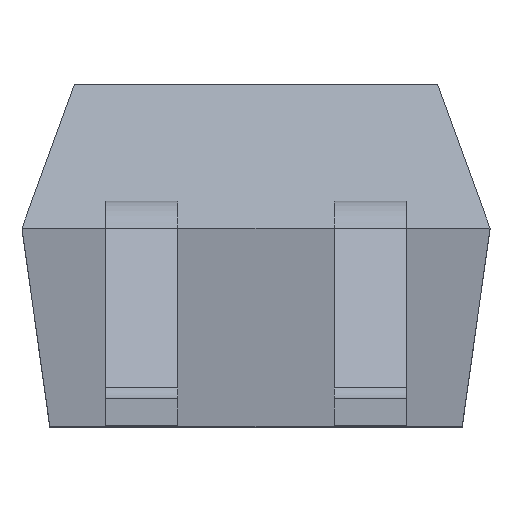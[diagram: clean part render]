
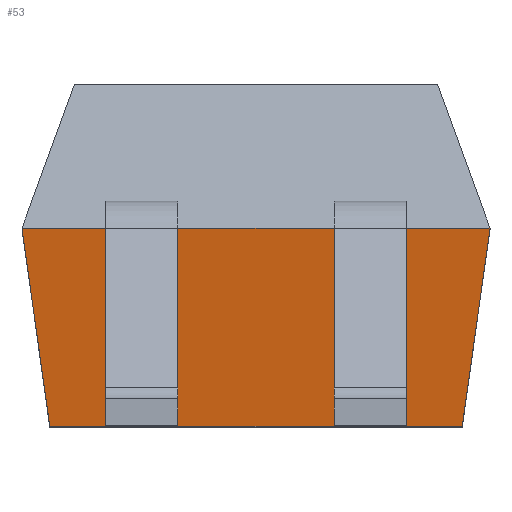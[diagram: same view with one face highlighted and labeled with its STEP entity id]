
A CAD part, top view. The second image highlights one B-rep face of the part: STEP entity #53.
In plain terms, the highlighted planar face has unit normal (0, -0.139, 0.99).
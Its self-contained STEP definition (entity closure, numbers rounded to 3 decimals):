
#44 = ORIENTED_EDGE ( 'NONE', *, *, #219, .T. ) ;
#46 = EDGE_LOOP ( 'NONE', ( #51, #47, #50, #44, #2049, #2048, #2044, #2042 ) ) ;
#47 = ORIENTED_EDGE ( 'NONE', *, *, #52, .F. ) ;
#48 = EDGE_CURVE ( 'NONE', #140, #49, #666, .T. ) ;
#49 = VERTEX_POINT ( 'NONE', #662 ) ;
#50 = ORIENTED_EDGE ( 'NONE', *, *, #48, .F. ) ;
#51 = ORIENTED_EDGE ( 'NONE', *, *, #65, .F. ) ;
#52 = EDGE_CURVE ( 'NONE', #49, #134, #660, .T. ) ;
#53 = ADVANCED_FACE ( 'NONE', ( #656 ), #697, .T. ) ;
#65 = EDGE_CURVE ( 'NONE', #134, #66, #749, .T. ) ;
#66 = VERTEX_POINT ( 'NONE', #745 ) ;
#77 = VERTEX_POINT ( 'NONE', #787 ) ;
#78 = VERTEX_POINT ( 'NONE', #786 ) ;
#109 = VERTEX_POINT ( 'NONE', #835 ) ;
#134 = VERTEX_POINT ( 'NONE', #899 ) ;
#138 = EDGE_CURVE ( 'NONE', #77, #78, #894, .T. ) ;
#140 = VERTEX_POINT ( 'NONE', #890 ) ;
#157 = VERTEX_POINT ( 'NONE', #959 ) ;
#165 = EDGE_CURVE ( 'NONE', #157, #109, #978, .T. ) ;
#219 = EDGE_CURVE ( 'NONE', #140, #109, #1143, .T. ) ;
#656 = FACE_OUTER_BOUND ( 'NONE', #46, .T. ) ;
#657 = DIRECTION ( 'NONE',  ( -0.138, 0.981, 0.138 ) ) ;
#658 = VECTOR ( 'NONE', #657, 1000. ) ;
#659 = CARTESIAN_POINT ( 'NONE',  ( -1.3, 0., 2.2 ) ) ;
#660 = LINE ( 'NONE', #659, #658 ) ;
#662 = CARTESIAN_POINT ( 'NONE',  ( -1.145, -1.1, 2.045 ) ) ;
#663 = DIRECTION ( 'NONE',  ( -1., 0., 0. ) ) ;
#664 = VECTOR ( 'NONE', #663, 1000. ) ;
#665 = CARTESIAN_POINT ( 'NONE',  ( 1.3, -1.1, 2.045 ) ) ;
#666 = LINE ( 'NONE', #665, #664 ) ;
#693 = DIRECTION ( 'NONE',  ( 0., -0.99, -0.139 ) ) ;
#694 = DIRECTION ( 'NONE',  ( 0., -0.139, 0.99 ) ) ;
#695 = CARTESIAN_POINT ( 'NONE',  ( 1.3, 0., 2.2 ) ) ;
#696 = AXIS2_PLACEMENT_3D ( 'NONE', #695, #694, #693 ) ;
#697 = PLANE ( 'NONE',  #696 ) ;
#745 = CARTESIAN_POINT ( 'NONE',  ( -0.835, 0., 2.2 ) ) ;
#746 = DIRECTION ( 'NONE',  ( 1., 0., 0. ) ) ;
#747 = VECTOR ( 'NONE', #746, 1000. ) ;
#748 = CARTESIAN_POINT ( 'NONE',  ( 1.3, 0., 2.2 ) ) ;
#749 = LINE ( 'NONE', #748, #747 ) ;
#786 = CARTESIAN_POINT ( 'NONE',  ( 0.435, 0., 2.2 ) ) ;
#787 = CARTESIAN_POINT ( 'NONE',  ( -0.435, 0., 2.2 ) ) ;
#835 = CARTESIAN_POINT ( 'NONE',  ( 1.3, 0., 2.2 ) ) ;
#890 = CARTESIAN_POINT ( 'NONE',  ( 1.145, -1.1, 2.045 ) ) ;
#891 = DIRECTION ( 'NONE',  ( 1., 0., 0. ) ) ;
#892 = VECTOR ( 'NONE', #891, 1000. ) ;
#893 = CARTESIAN_POINT ( 'NONE',  ( 1.3, 0., 2.2 ) ) ;
#894 = LINE ( 'NONE', #893, #892 ) ;
#899 = CARTESIAN_POINT ( 'NONE',  ( -1.3, 0., 2.2 ) ) ;
#959 = CARTESIAN_POINT ( 'NONE',  ( 0.835, 0., 2.2 ) ) ;
#975 = DIRECTION ( 'NONE',  ( 1., 0., 0. ) ) ;
#976 = VECTOR ( 'NONE', #975, 1000. ) ;
#977 = CARTESIAN_POINT ( 'NONE',  ( 1.3, 0., 2.2 ) ) ;
#978 = LINE ( 'NONE', #977, #976 ) ;
#1137 = DIRECTION ( 'NONE',  ( 0.138, 0.981, 0.138 ) ) ;
#1138 = VECTOR ( 'NONE', #1137, 1000. ) ;
#1139 = CARTESIAN_POINT ( 'NONE',  ( 1.3, 0., 2.2 ) ) ;
#1143 = LINE ( 'NONE', #1139, #1138 ) ;
#1706 = DIRECTION ( 'NONE',  ( 1., 0., 0. ) ) ;
#1707 = VECTOR ( 'NONE', #1706, 1000. ) ;
#1708 = CARTESIAN_POINT ( 'NONE',  ( 1.3, 0., 2.2 ) ) ;
#1709 = LINE ( 'NONE', #1708, #1707 ) ;
#1763 = DIRECTION ( 'NONE',  ( 1., 0., 0. ) ) ;
#1764 = VECTOR ( 'NONE', #1763, 1000. ) ;
#1765 = CARTESIAN_POINT ( 'NONE',  ( 1.3, 0., 2.2 ) ) ;
#1766 = LINE ( 'NONE', #1765, #1764 ) ;
#2042 = ORIENTED_EDGE ( 'NONE', *, *, #2043, .F. ) ;
#2043 = EDGE_CURVE ( 'NONE', #66, #77, #1709, .T. ) ;
#2044 = ORIENTED_EDGE ( 'NONE', *, *, #138, .F. ) ;
#2046 = EDGE_CURVE ( 'NONE', #78, #157, #1766, .T. ) ;
#2048 = ORIENTED_EDGE ( 'NONE', *, *, #2046, .F. ) ;
#2049 = ORIENTED_EDGE ( 'NONE', *, *, #165, .F. ) ;
